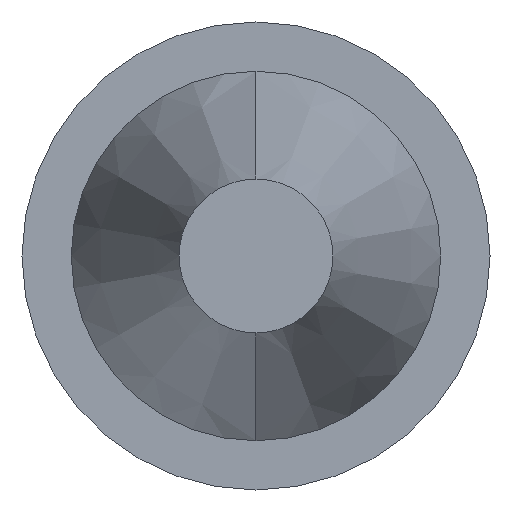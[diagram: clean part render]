
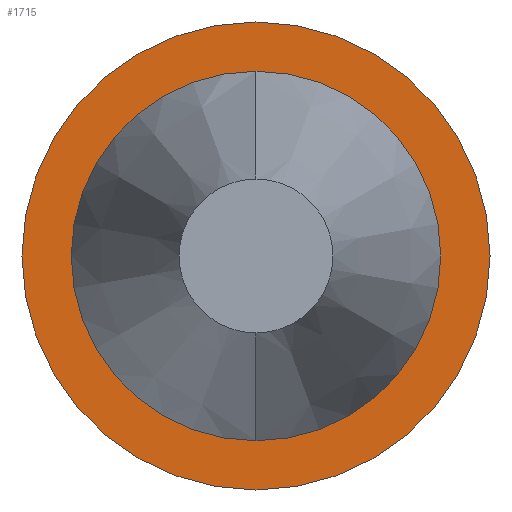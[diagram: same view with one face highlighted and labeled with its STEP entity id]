
A CAD part, front view. The second image highlights one B-rep face of the part: STEP entity #1715.
In plain terms, the highlighted planar face has unit normal (0, -1, 0).
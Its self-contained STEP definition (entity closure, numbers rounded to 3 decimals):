
#6 = CARTESIAN_POINT ( 'NONE',  ( 0., 0., -2. ) ) ;
#12 = DIRECTION ( 'NONE',  ( 0., 1., 0. ) ) ;
#68 = VERTEX_POINT ( 'NONE', #6 ) ;
#105 = DIRECTION ( 'NONE',  ( 0., 1., 0. ) ) ;
#106 = VERTEX_POINT ( 'NONE', #726 ) ;
#138 = CARTESIAN_POINT ( 'NONE',  ( 0., 0., 2. ) ) ;
#152 = ORIENTED_EDGE ( 'NONE', *, *, #531, .F. ) ;
#158 = CARTESIAN_POINT ( 'NONE',  ( 0., 0., 0. ) ) ;
#207 = AXIS2_PLACEMENT_3D ( 'NONE', #1320, #1465, #885 ) ;
#231 = DIRECTION ( 'NONE',  ( 0., 0., 1. ) ) ;
#321 = AXIS2_PLACEMENT_3D ( 'NONE', #623, #879, #1593 ) ;
#323 = PLANE ( 'NONE',  #207 ) ;
#351 = ORIENTED_EDGE ( 'NONE', *, *, #1747, .T. ) ;
#401 = EDGE_CURVE ( 'NONE', #589, #106, #1175, .T. ) ;
#492 = CARTESIAN_POINT ( 'NONE',  ( 0., 0., 0. ) ) ;
#531 = EDGE_CURVE ( 'NONE', #106, #589, #1462, .T. ) ;
#538 = CARTESIAN_POINT ( 'NONE',  ( 0., 0., 0. ) ) ;
#547 = DIRECTION ( 'NONE',  ( 0., 0., 1. ) ) ;
#563 = FACE_OUTER_BOUND ( 'NONE', #710, .T. ) ;
#589 = VERTEX_POINT ( 'NONE', #1646 ) ;
#610 = VERTEX_POINT ( 'NONE', #138 ) ;
#623 = CARTESIAN_POINT ( 'NONE',  ( 0., 0., 0. ) ) ;
#639 = EDGE_CURVE ( 'NONE', #610, #68, #723, .T. ) ;
#710 = EDGE_LOOP ( 'NONE', ( #1395, #152 ) ) ;
#723 = CIRCLE ( 'NONE', #838, 2. ) ;
#726 = CARTESIAN_POINT ( 'NONE',  ( 0., 0., 3.8 ) ) ;
#838 = AXIS2_PLACEMENT_3D ( 'NONE', #158, #12, #1272 ) ;
#879 = DIRECTION ( 'NONE',  ( 0., 1., 0. ) ) ;
#885 = DIRECTION ( 'NONE',  ( 0., 0., 1. ) ) ;
#1060 = FACE_BOUND ( 'NONE', #1088, .T. ) ;
#1088 = EDGE_LOOP ( 'NONE', ( #1745, #351 ) ) ;
#1117 = CIRCLE ( 'NONE', #321, 2. ) ;
#1172 = AXIS2_PLACEMENT_3D ( 'NONE', #492, #1613, #231 ) ;
#1175 = CIRCLE ( 'NONE', #1172, 3.8 ) ;
#1272 = DIRECTION ( 'NONE',  ( 0., 0., 1. ) ) ;
#1320 = CARTESIAN_POINT ( 'NONE',  ( 0., 0., 0. ) ) ;
#1321 = AXIS2_PLACEMENT_3D ( 'NONE', #538, #105, #547 ) ;
#1395 = ORIENTED_EDGE ( 'NONE', *, *, #401, .F. ) ;
#1462 = CIRCLE ( 'NONE', #1321, 3.8 ) ;
#1465 = DIRECTION ( 'NONE',  ( 0., 1., 0. ) ) ;
#1593 = DIRECTION ( 'NONE',  ( 0., 0., 1. ) ) ;
#1613 = DIRECTION ( 'NONE',  ( 0., 1., 0. ) ) ;
#1646 = CARTESIAN_POINT ( 'NONE',  ( 0., 0., -3.8 ) ) ;
#1715 = ADVANCED_FACE ( 'NONE', ( #1060, #563 ), #323, .F. ) ;
#1745 = ORIENTED_EDGE ( 'NONE', *, *, #639, .T. ) ;
#1747 = EDGE_CURVE ( 'NONE', #68, #610, #1117, .T. ) ;
